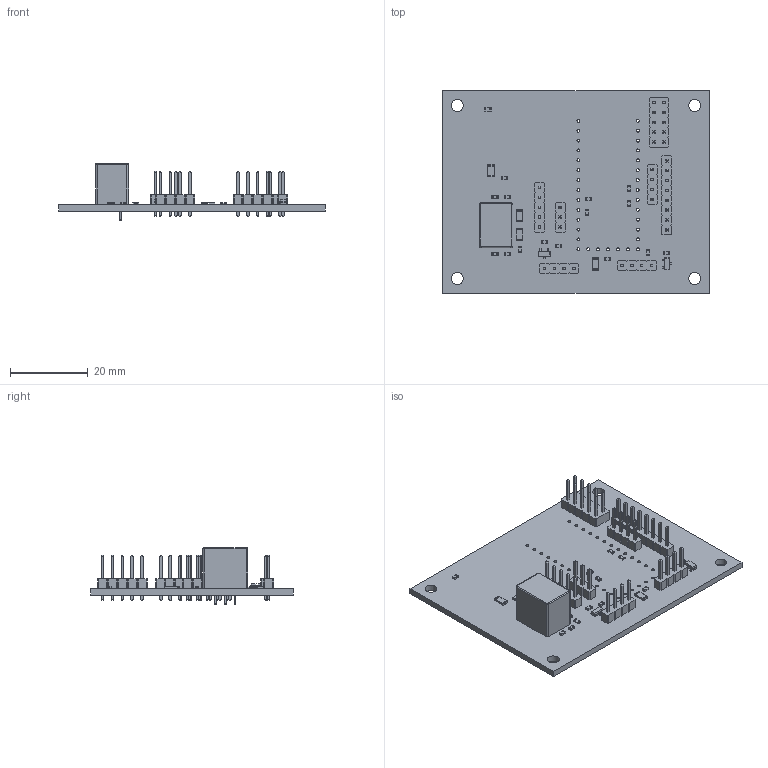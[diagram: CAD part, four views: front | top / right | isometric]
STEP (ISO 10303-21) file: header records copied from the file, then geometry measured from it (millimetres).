
FILE_DESCRIPTION(('KiCad electronic assembly'),'2;1');
FILE_NAME('comms_board_v1.step','2019-04-18T00:06:19',('An Author'),( 'A Company'),'Open CASCADE STEP processor 6.9', 'KiCad to STEP converter','Unknown');
FILE_SCHEMA(('AUTOMOTIVE_DESIGN { 1 0 10303 214 1 1 1 1 }'));
Length unit declared in the file: millimetre
Products named in the file (20): Open CASCADE STEP translator 6.9 1; PinHeader_1x04_P2.54mm_Vertical; SOLID; SOT-23; R_0603_1608Metric; PinHeader_1x08_P2.54mm_Vertical; R_1206_3216Metric; PinHeader_2x05_P2.54mm_Vertical; PinHeader_1x03_P2.54mm_Vertical; PinHeader_1x05_P2.54mm_Vertical; Converter_DCDC_RECOM_R-78E-0.5_THT; COMPOUND
Assembly tree (40 placements, depth 3):
  Open CASCADE STEP translator 6.9 1
    PinHeader_1x04_P2.54mm_Vertical  x3
      SOLID
    SOT-23  x2
      SOLID
    R_0603_1608Metric  x16
      SOLID
    PinHeader_1x08_P2.54mm_Vertical
      SOLID
    R_1206_3216Metric  x4
      SOLID
    PinHeader_2x05_P2.54mm_Vertical
      SOLID
    PinHeader_1x03_P2.54mm_Vertical
      SOLID
    PinHeader_1x05_P2.54mm_Vertical
      SOLID
    Converter_DCDC_RECOM_R-78E-0.5_THT
      SOLID
    COMPOUND
Bounding box: 68.58 x 52.07 x 14.5 mm (x, y, z)
Volume: 7394.8 mm3; surface area: 10450.6 mm2
Topology: 31 solids, 31 shells, 1693 faces, 4177 edges, 2625 vertices
Faces by surface type: plane 1359, cylinder 273, bspline 54, torus 7
Full cylindrical faces by diameter (mm): 0.5 x3, 0.762 x33, 1 x41, 3.048 x4
Entity records: 64198 total; most frequent: CARTESIAN_POINT 10608, DIRECTION 8791, LINE 6340, VECTOR 6340, ORIENTED_EDGE 4594, PCURVE 4594, DEFINITIONAL_REPRESENTATION 4594, EDGE_CURVE 2297
